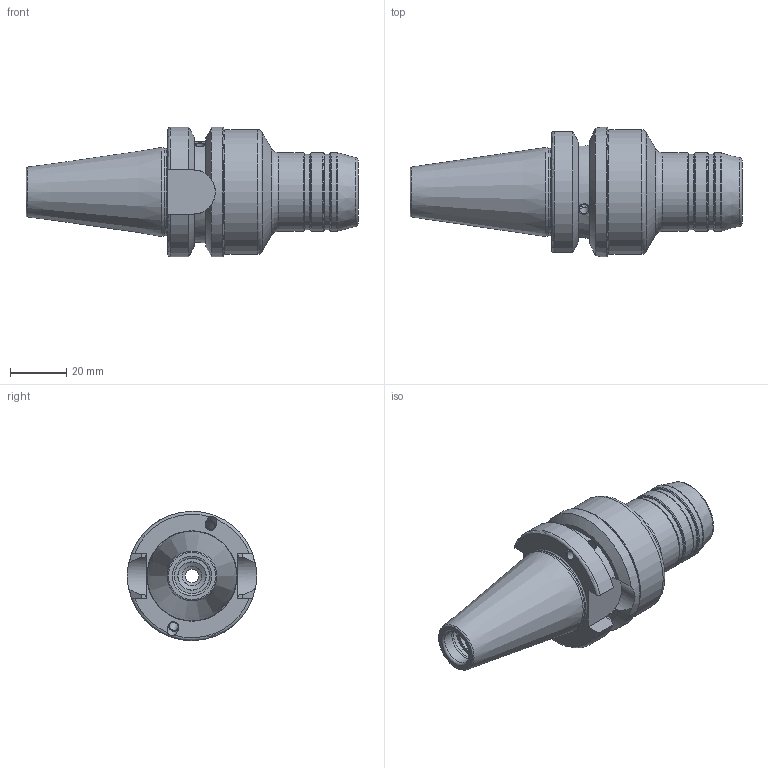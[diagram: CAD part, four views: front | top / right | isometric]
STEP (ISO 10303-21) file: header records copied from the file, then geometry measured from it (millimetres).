
FILE_DESCRIPTION(/* description */ (''),/* implementation_level */ '2;1');
FILE_NAME(/* name */ '153312.stp',/* time_stamp */ '2021-06-28T09:30:51+09:00',/* author */ ('eos'),/* organization */ (''),/* preprocessor_version */ 'ST-DEVELOPER v18.1',/* originating_system */ 'Autodesk Inventor 2020',/* authorisation */ '');
FILE_SCHEMA (('AUTOMOTIVE_DESIGN { 1 0 10303 214 3 1 1 }'));
Length unit declared in the file: millimetre
Products named in the file (1): BT30
Bounding box: 118.25 x 46 x 46 mm (x, y, z)
Volume: 88387.3 mm3; surface area: 18271.6 mm2
Topology: 1 solids, 1 shells, 98 faces, 301 edges, 204 vertices
Faces by surface type: cylinder 40, torus 20, plane 20, cone 18
Full cylindrical faces by diameter (mm): 3.242 x8, 4 x4, 4.917 x1, 7 x1, 7.938 x1, 9.5 x1, 10 x1, 10.106 x1, 12.5 x1, 13.1 x1, 27 x2, 28 x3, 31.2 x1, 44.5 x1, 46 x1
Entity records: 3758 total; most frequent: CARTESIAN_POINT 891, DIRECTION 649, ORIENTED_EDGE 598, EDGE_CURVE 299, AXIS2_PLACEMENT_3D 286, VERTEX_POINT 204, CIRCLE 167, EDGE_LOOP 109
